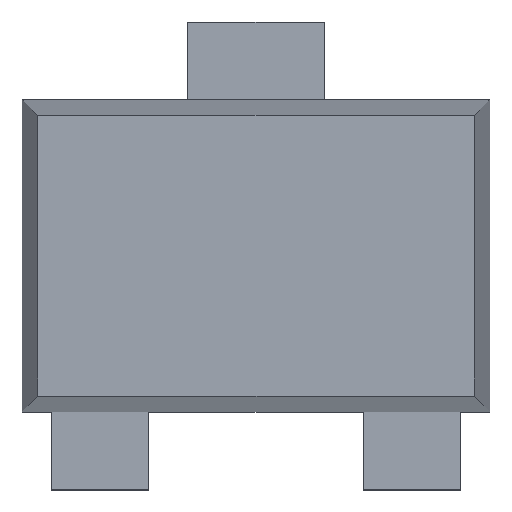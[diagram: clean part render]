
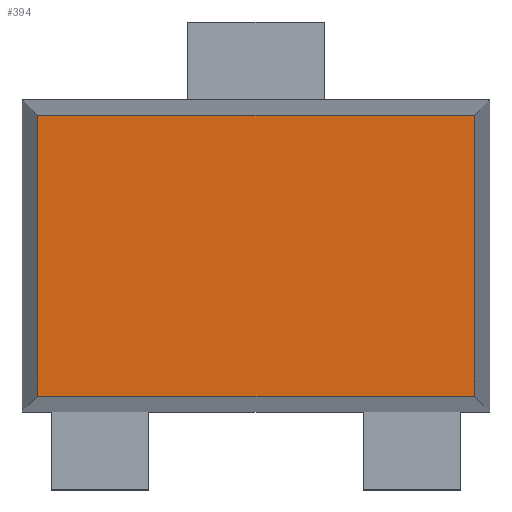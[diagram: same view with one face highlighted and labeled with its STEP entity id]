
A CAD part, top view. The second image highlights one B-rep face of the part: STEP entity #394.
In plain terms, the highlighted planar face has unit normal (0, 0, 1).
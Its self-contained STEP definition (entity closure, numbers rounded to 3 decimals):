
#2 = ORIENTED_EDGE ( 'NONE', *, *, #511, .F. ) ;
#22 = CARTESIAN_POINT ( 'NONE',  ( -0.56, 0.36, 0.55 ) ) ;
#25 = VECTOR ( 'NONE', #785, 1000. ) ;
#26 = ORIENTED_EDGE ( 'NONE', *, *, #84, .F. ) ;
#54 = LINE ( 'NONE', #1040, #525 ) ;
#84 = EDGE_CURVE ( 'NONE', #957, #411, #285, .T. ) ;
#89 = LINE ( 'NONE', #887, #121 ) ;
#112 = ORIENTED_EDGE ( 'NONE', *, *, #912, .F. ) ;
#114 = DIRECTION ( 'NONE',  ( 0., 0., 1. ) ) ;
#120 = VECTOR ( 'NONE', #1137, 1000. ) ;
#121 = VECTOR ( 'NONE', #458, 1000. ) ;
#226 = DIRECTION ( 'NONE',  ( -1., 0., 0. ) ) ;
#285 = LINE ( 'NONE', #659, #25 ) ;
#315 = CARTESIAN_POINT ( 'NONE',  ( 0.56, 0.36, 0.55 ) ) ;
#354 = CARTESIAN_POINT ( 'NONE',  ( 0.56, -0.36, 0.55 ) ) ;
#394 = ADVANCED_FACE ( 'NONE', ( #571 ), #918, .T. ) ;
#411 = VERTEX_POINT ( 'NONE', #22 ) ;
#424 = LINE ( 'NONE', #315, #120 ) ;
#458 = DIRECTION ( 'NONE',  ( 1., 0., 0. ) ) ;
#465 = ORIENTED_EDGE ( 'NONE', *, *, #538, .F. ) ;
#511 = EDGE_CURVE ( 'NONE', #960, #950, #424, .T. ) ;
#525 = VECTOR ( 'NONE', #226, 1000. ) ;
#538 = EDGE_CURVE ( 'NONE', #950, #957, #54, .T. ) ;
#543 = AXIS2_PLACEMENT_3D ( 'NONE', #1011, #114, #844 ) ;
#571 = FACE_OUTER_BOUND ( 'NONE', #1002, .T. ) ;
#659 = CARTESIAN_POINT ( 'NONE',  ( -0.56, -0.36, 0.55 ) ) ;
#727 = CARTESIAN_POINT ( 'NONE',  ( -0.56, -0.36, 0.55 ) ) ;
#785 = DIRECTION ( 'NONE',  ( 0., 1., 0. ) ) ;
#844 = DIRECTION ( 'NONE',  ( 1., 0., 0. ) ) ;
#880 = CARTESIAN_POINT ( 'NONE',  ( 0.56, 0.36, 0.55 ) ) ;
#887 = CARTESIAN_POINT ( 'NONE',  ( -0.56, 0.36, 0.55 ) ) ;
#912 = EDGE_CURVE ( 'NONE', #411, #960, #89, .T. ) ;
#918 = PLANE ( 'NONE',  #543 ) ;
#950 = VERTEX_POINT ( 'NONE', #354 ) ;
#957 = VERTEX_POINT ( 'NONE', #727 ) ;
#960 = VERTEX_POINT ( 'NONE', #880 ) ;
#1002 = EDGE_LOOP ( 'NONE', ( #26, #465, #2, #112 ) ) ;
#1011 = CARTESIAN_POINT ( 'NONE',  ( -0.56, 0.36, 0.55 ) ) ;
#1040 = CARTESIAN_POINT ( 'NONE',  ( 0.56, -0.36, 0.55 ) ) ;
#1137 = DIRECTION ( 'NONE',  ( 0., -1., 0. ) ) ;
